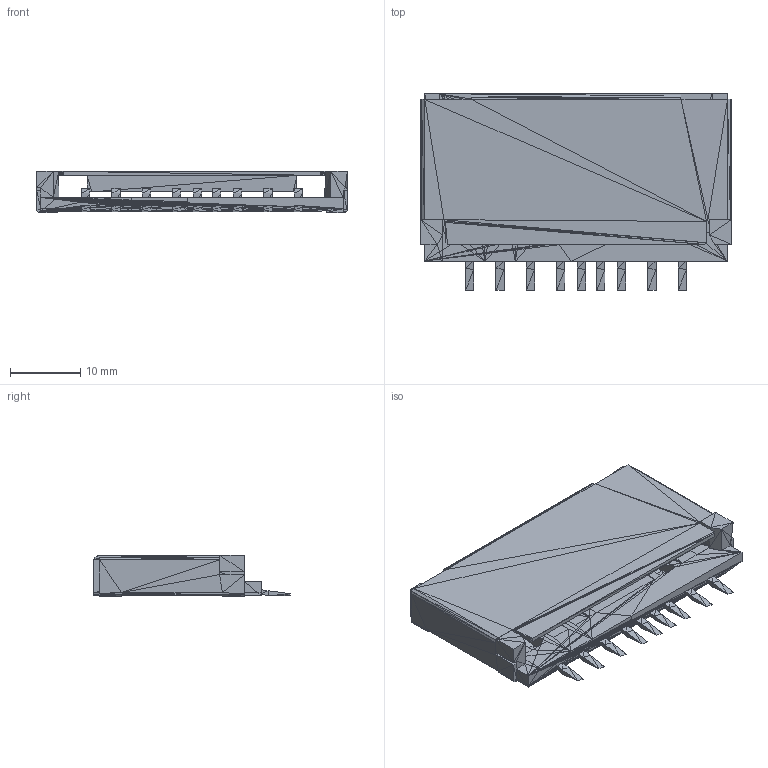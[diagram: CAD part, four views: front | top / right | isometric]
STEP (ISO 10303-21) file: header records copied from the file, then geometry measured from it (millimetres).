
FILE_DESCRIPTION(/* description */ (''),/* implementation_level */ '2;1');
FILE_NAME(/* name */ 'PYDAQ_BOX v1.step',/* time_stamp */ '2022-01-27T11:39:25+01:00',/* author */ (''),/* organization */ (''),/* preprocessor_version */ 'ST-DEVELOPER v18.1',/* originating_system */ 'Autodesk Translation Framework v10.13.0.1454',/* authorisation */ '');
FILE_SCHEMA (('AUTOMOTIVE_DESIGN { 1 0 10303 214 3 1 1 }'));
Length unit declared in the file: millimetre
Products named in the file (2): PYDAQ_BOX; PYDAQ
Assembly tree (1 placements, depth 2):
  PYDAQ_BOX
    PYDAQ
Bounding box: 44.29 x 27.95 x 5.91 mm (x, y, z)
Volume: 2268.2 mm3; surface area: 8534.2 mm2
Topology: 2 solids, 2 shells, 1427 faces, 2192 edges, 716 vertices
Faces by surface type: plane 1427
Entity records: 28256 total; most frequent: DIRECTION 5052, ORIENTED_EDGE 4384, CARTESIAN_POINT 4338, LINE 2192, VECTOR 2192, EDGE_CURVE 2192, AXIS2_PLACEMENT_3D 1430, FACE_OUTER_BOUND 1427
